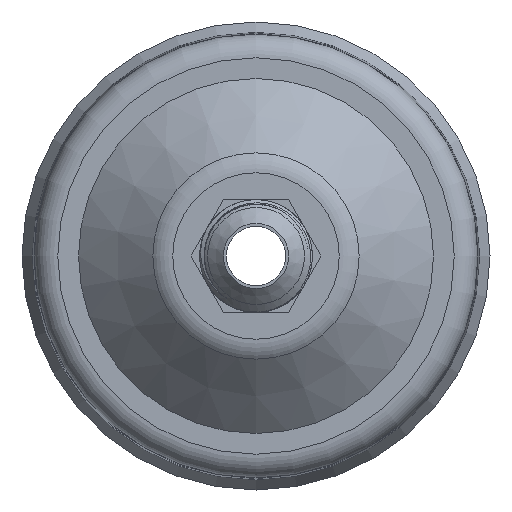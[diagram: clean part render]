
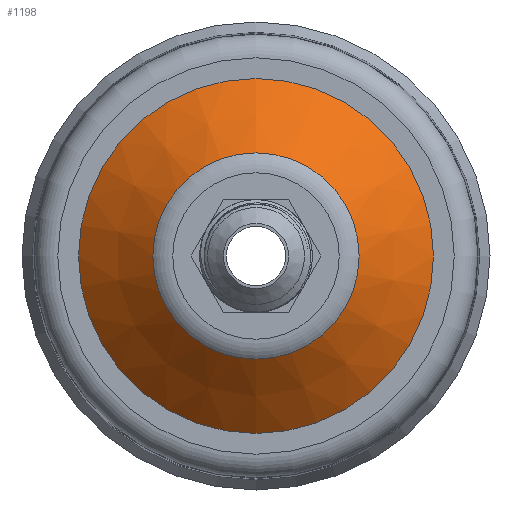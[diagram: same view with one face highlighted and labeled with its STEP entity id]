
A CAD part, left-side view. The second image highlights one B-rep face of the part: STEP entity #1198.
In plain terms, the highlighted conical face has half-angle 47.611 degrees and reference radius 30 mm.
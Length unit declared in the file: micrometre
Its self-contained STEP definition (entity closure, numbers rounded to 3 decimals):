
#64=CONICAL_SURFACE('',#1328,30000.,0.831);
#98=FACE_OUTER_BOUND('',#164,.T.);
#164=EDGE_LOOP('',(#917,#918,#919,#920,#921,#922));
#255=CIRCLE('',#1329,30000.);
#256=CIRCLE('',#1330,30000.);
#257=CIRCLE('',#1331,17431.981);
#258=CIRCLE('',#1332,17431.981);
#350=LINE('',#2726,#420);
#420=VECTOR('',#1560,30000.);
#539=VERTEX_POINT('',#2721);
#540=VERTEX_POINT('',#2722);
#541=VERTEX_POINT('',#2725);
#542=VERTEX_POINT('',#2727);
#691=EDGE_CURVE('',#539,#540,#255,.T.);
#692=EDGE_CURVE('',#540,#539,#256,.T.);
#693=EDGE_CURVE('',#540,#541,#350,.T.);
#694=EDGE_CURVE('',#541,#542,#257,.T.);
#695=EDGE_CURVE('',#542,#541,#258,.T.);
#917=ORIENTED_EDGE('',*,*,#691,.F.);
#918=ORIENTED_EDGE('',*,*,#692,.F.);
#919=ORIENTED_EDGE('',*,*,#693,.T.);
#920=ORIENTED_EDGE('',*,*,#694,.T.);
#921=ORIENTED_EDGE('',*,*,#695,.T.);
#922=ORIENTED_EDGE('',*,*,#693,.F.);
#1198=ADVANCED_FACE('',(#98),#64,.T.);
#1328=AXIS2_PLACEMENT_3D('',#2720,#1554,#1555);
#1329=AXIS2_PLACEMENT_3D('',#2723,#1556,#1557);
#1330=AXIS2_PLACEMENT_3D('',#2724,#1558,#1559);
#1331=AXIS2_PLACEMENT_3D('',#2728,#1561,#1562);
#1332=AXIS2_PLACEMENT_3D('',#2729,#1563,#1564);
#1554=DIRECTION('center_axis',(1.,0.,0.));
#1555=DIRECTION('ref_axis',(0.,0.,-1.));
#1556=DIRECTION('center_axis',(1.,0.,0.));
#1557=DIRECTION('ref_axis',(0.,0.,-1.));
#1558=DIRECTION('center_axis',(1.,0.,0.));
#1559=DIRECTION('ref_axis',(0.,0.,-1.));
#1560=DIRECTION('',(-0.674,0.,-0.739));
#1561=DIRECTION('center_axis',(1.,0.,0.));
#1562=DIRECTION('ref_axis',(0.,0.,-1.));
#1563=DIRECTION('center_axis',(1.,0.,0.));
#1564=DIRECTION('ref_axis',(0.,0.,-1.));
#2720=CARTESIAN_POINT('Origin',(-39721.245,0.,0.));
#2721=CARTESIAN_POINT('',(-39721.245,0.,-30000.));
#2722=CARTESIAN_POINT('',(-39721.245,0.,30000.));
#2723=CARTESIAN_POINT('Origin',(-39721.245,0.,0.));
#2724=CARTESIAN_POINT('Origin',(-39721.245,0.,0.));
#2725=CARTESIAN_POINT('',(-51192.934,0.,17431.981));
#2726=CARTESIAN_POINT('',(-39721.245,0.,30000.));
#2727=CARTESIAN_POINT('',(-51192.934,0.,-17431.981));
#2728=CARTESIAN_POINT('Origin',(-51192.934,0.,0.));
#2729=CARTESIAN_POINT('Origin',(-51192.934,0.,0.));
